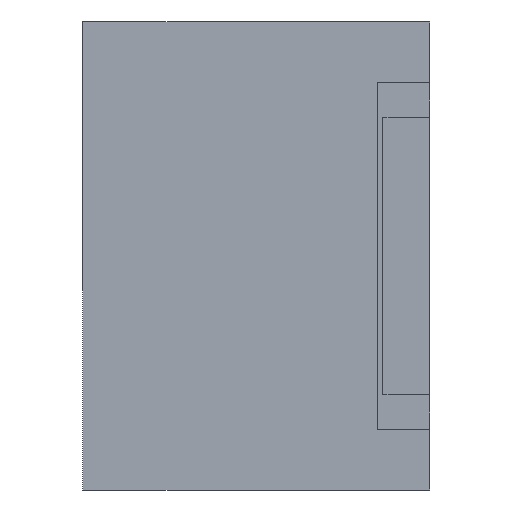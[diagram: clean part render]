
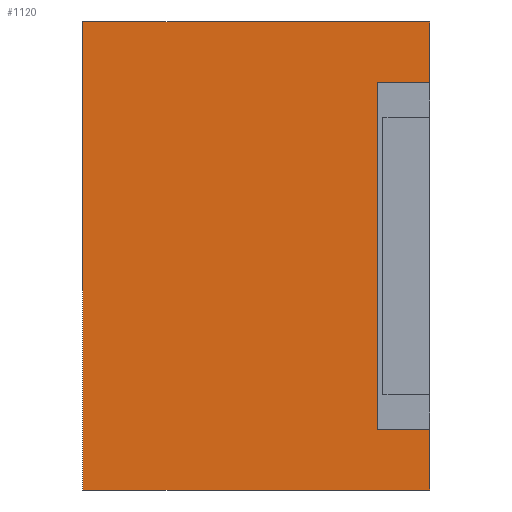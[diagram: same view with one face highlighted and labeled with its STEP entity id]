
A CAD part, left-side view. The second image highlights one B-rep face of the part: STEP entity #1120.
In plain terms, the highlighted planar face has unit normal (-1, 0, 0).
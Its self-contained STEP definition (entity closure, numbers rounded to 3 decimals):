
#76 = ORIENTED_EDGE ( 'NONE', *, *, #1238, .T. ) ;
#172 = ORIENTED_EDGE ( 'NONE', *, *, #2457, .T. ) ;
#339 = ORIENTED_EDGE ( 'NONE', *, *, #3071, .F. ) ;
#388 = CARTESIAN_POINT ( 'NONE',  ( 0., 0., 0. ) ) ;
#428 = VECTOR ( 'NONE', #1902, 1000. ) ;
#500 = CARTESIAN_POINT ( 'NONE',  ( 0., 0., 0. ) ) ;
#546 = EDGE_CURVE ( 'NONE', #582, #1452, #1084, .T. ) ;
#572 = PLANE ( 'NONE',  #2417 ) ;
#573 = ORIENTED_EDGE ( 'NONE', *, *, #2910, .F. ) ;
#582 = VERTEX_POINT ( 'NONE', #2658 ) ;
#670 = LINE ( 'NONE', #1760, #1043 ) ;
#713 = DIRECTION ( 'NONE',  ( 0., 0., 1. ) ) ;
#789 = CARTESIAN_POINT ( 'NONE',  ( 0., 0., -1.175 ) ) ;
#793 = DIRECTION ( 'NONE',  ( 0., -1., 0. ) ) ;
#854 = CARTESIAN_POINT ( 'NONE',  ( 0., 0.15, -0.675 ) ) ;
#856 = DIRECTION ( 'NONE',  ( 1., 0., 0. ) ) ;
#900 = DIRECTION ( 'NONE',  ( 0., 0., -1. ) ) ;
#906 = CARTESIAN_POINT ( 'NONE',  ( 0., 1., 0. ) ) ;
#941 = CARTESIAN_POINT ( 'NONE',  ( 0., 0., 0. ) ) ;
#1034 = EDGE_LOOP ( 'NONE', ( #2368, #1232, #172, #573, #339, #76, #2247, #1667 ) ) ;
#1043 = VECTOR ( 'NONE', #793, 1000. ) ;
#1071 = LINE ( 'NONE', #1601, #428 ) ;
#1084 = LINE ( 'NONE', #2626, #1134 ) ;
#1120 = ADVANCED_FACE ( 'NONE', ( #1936 ), #572, .F. ) ;
#1134 = VECTOR ( 'NONE', #2165, 1000. ) ;
#1232 = ORIENTED_EDGE ( 'NONE', *, *, #546, .T. ) ;
#1238 = EDGE_CURVE ( 'NONE', #1378, #2369, #2388, .T. ) ;
#1323 = DIRECTION ( 'NONE',  ( 0., 0., -1. ) ) ;
#1350 = VERTEX_POINT ( 'NONE', #2640 ) ;
#1378 = VERTEX_POINT ( 'NONE', #3148 ) ;
#1452 = VERTEX_POINT ( 'NONE', #2701 ) ;
#1598 = CARTESIAN_POINT ( 'NONE',  ( 0., 1., 0. ) ) ;
#1601 = CARTESIAN_POINT ( 'NONE',  ( 0., 1., 0. ) ) ;
#1622 = VECTOR ( 'NONE', #713, 1000. ) ;
#1667 = ORIENTED_EDGE ( 'NONE', *, *, #2636, .F. ) ;
#1725 = LINE ( 'NONE', #854, #2497 ) ;
#1760 = CARTESIAN_POINT ( 'NONE',  ( 0., 0.15, -1.176 ) ) ;
#1796 = LINE ( 'NONE', #388, #2371 ) ;
#1890 = VECTOR ( 'NONE', #2874, 1000. ) ;
#1901 = VERTEX_POINT ( 'NONE', #941 ) ;
#1902 = DIRECTION ( 'NONE',  ( 0., -1., 0. ) ) ;
#1936 = FACE_OUTER_BOUND ( 'NONE', #1034, .T. ) ;
#1953 = VECTOR ( 'NONE', #2234, 1000. ) ;
#2042 = EDGE_CURVE ( 'NONE', #582, #1350, #1725, .T. ) ;
#2144 = VERTEX_POINT ( 'NONE', #789 ) ;
#2165 = DIRECTION ( 'NONE',  ( 0., -1., 0. ) ) ;
#2212 = LINE ( 'NONE', #906, #1622 ) ;
#2234 = DIRECTION ( 'NONE',  ( 0., 0., 1. ) ) ;
#2247 = ORIENTED_EDGE ( 'NONE', *, *, #3154, .T. ) ;
#2368 = ORIENTED_EDGE ( 'NONE', *, *, #2042, .F. ) ;
#2369 = VERTEX_POINT ( 'NONE', #2820 ) ;
#2371 = VECTOR ( 'NONE', #3076, 1000. ) ;
#2388 = LINE ( 'NONE', #2430, #1890 ) ;
#2417 = AXIS2_PLACEMENT_3D ( 'NONE', #1598, #856, #900 ) ;
#2430 = CARTESIAN_POINT ( 'NONE',  ( 0., 1., -1.35 ) ) ;
#2457 = EDGE_CURVE ( 'NONE', #1452, #1901, #1796, .T. ) ;
#2497 = VECTOR ( 'NONE', #1323, 1000. ) ;
#2591 = LINE ( 'NONE', #500, #1953 ) ;
#2626 = CARTESIAN_POINT ( 'NONE',  ( 0., 0.15, -0.175 ) ) ;
#2636 = EDGE_CURVE ( 'NONE', #1350, #2144, #670, .T. ) ;
#2640 = CARTESIAN_POINT ( 'NONE',  ( 0., 0.15, -1.176 ) ) ;
#2658 = CARTESIAN_POINT ( 'NONE',  ( 0., 0.15, -0.175 ) ) ;
#2694 = CARTESIAN_POINT ( 'NONE',  ( 0., 1., 0. ) ) ;
#2701 = CARTESIAN_POINT ( 'NONE',  ( 0., 0., -0.175 ) ) ;
#2820 = CARTESIAN_POINT ( 'NONE',  ( 0., 0., -1.35 ) ) ;
#2874 = DIRECTION ( 'NONE',  ( 0., -1., 0. ) ) ;
#2910 = EDGE_CURVE ( 'NONE', #3149, #1901, #1071, .T. ) ;
#3071 = EDGE_CURVE ( 'NONE', #1378, #3149, #2212, .T. ) ;
#3076 = DIRECTION ( 'NONE',  ( 0., 0., 1. ) ) ;
#3148 = CARTESIAN_POINT ( 'NONE',  ( 0., 1., -1.35 ) ) ;
#3149 = VERTEX_POINT ( 'NONE', #2694 ) ;
#3154 = EDGE_CURVE ( 'NONE', #2369, #2144, #2591, .T. ) ;
